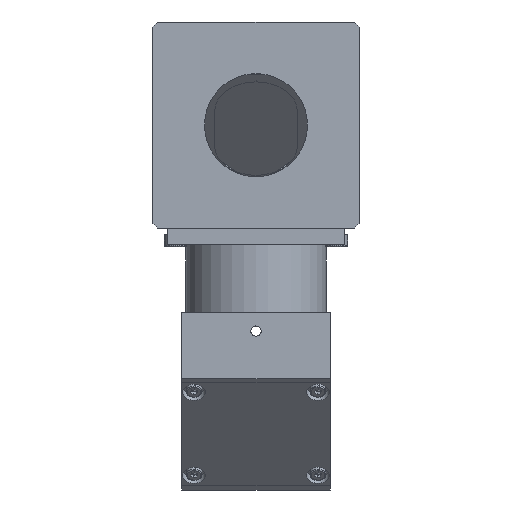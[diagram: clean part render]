
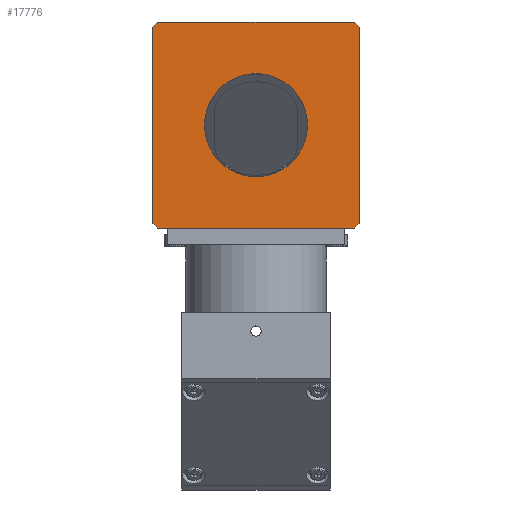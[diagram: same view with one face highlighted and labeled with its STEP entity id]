
A CAD part, left-side view. The second image highlights one B-rep face of the part: STEP entity #17776.
In plain terms, the highlighted planar face has unit normal (-1, 0, 0).
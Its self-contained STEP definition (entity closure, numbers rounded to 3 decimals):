
#60 = CARTESIAN_POINT ( 'NONE',  ( -113., 0., 0. ) ) ;
#616 = CIRCLE ( 'NONE', #1639, 34.5 ) ;
#642 = ORIENTED_EDGE ( 'NONE', *, *, #3853, .F. ) ;
#1085 = ORIENTED_EDGE ( 'NONE', *, *, #4982, .F. ) ;
#1379 = VERTEX_POINT ( 'NONE', #5061 ) ;
#1391 = CARTESIAN_POINT ( 'NONE',  ( -113., 25., 23.775 ) ) ;
#1450 = DIRECTION ( 'NONE',  ( 0., 0., 1. ) ) ;
#1620 = CARTESIAN_POINT ( 'NONE',  ( -113., 25., 25. ) ) ;
#1639 = AXIS2_PLACEMENT_3D ( 'NONE', #3765, #13521, #5148 ) ;
#1819 = EDGE_CURVE ( 'NONE', #5756, #9877, #17196, .T. ) ;
#2713 = FACE_OUTER_BOUND ( 'NONE', #18090, .T. ) ;
#2929 = CARTESIAN_POINT ( 'NONE',  ( -113., -25., 23.775 ) ) ;
#2961 = EDGE_CURVE ( 'NONE', #11130, #1379, #8584, .T. ) ;
#3362 = AXIS2_PLACEMENT_3D ( 'NONE', #14910, #6527, #16342 ) ;
#3765 = CARTESIAN_POINT ( 'NONE',  ( -113., 0., 0. ) ) ;
#3853 = EDGE_CURVE ( 'NONE', #1379, #11130, #6071, .T. ) ;
#4063 = PLANE ( 'NONE',  #7231 ) ;
#4829 = ORIENTED_EDGE ( 'NONE', *, *, #17523, .F. ) ;
#4965 = ORIENTED_EDGE ( 'NONE', *, *, #14279, .F. ) ;
#4982 = EDGE_CURVE ( 'NONE', #13053, #9877, #616, .T. ) ;
#5061 = CARTESIAN_POINT ( 'NONE',  ( -113., 0., -12.5 ) ) ;
#5148 = DIRECTION ( 'NONE',  ( 0., 0., 1. ) ) ;
#5151 = ORIENTED_EDGE ( 'NONE', *, *, #14332, .T. ) ;
#5192 = VECTOR ( 'NONE', #13448, 1000. ) ;
#5296 = AXIS2_PLACEMENT_3D ( 'NONE', #13788, #5420, #15220 ) ;
#5383 = VERTEX_POINT ( 'NONE', #17143 ) ;
#5420 = DIRECTION ( 'NONE',  ( -1., 0., 0. ) ) ;
#5630 = LINE ( 'NONE', #14877, #5192 ) ;
#5698 = CARTESIAN_POINT ( 'NONE',  ( -113., 0., 12.5 ) ) ;
#5756 = VERTEX_POINT ( 'NONE', #1391 ) ;
#6015 = VECTOR ( 'NONE', #10561, 1000. ) ;
#6071 = CIRCLE ( 'NONE', #3362, 12.5 ) ;
#6283 = AXIS2_PLACEMENT_3D ( 'NONE', #60, #9767, #1450 ) ;
#6366 = FACE_BOUND ( 'NONE', #10107, .T. ) ;
#6527 = DIRECTION ( 'NONE',  ( -1., 0., 0. ) ) ;
#6614 = CIRCLE ( 'NONE', #14236, 34.5 ) ;
#6721 = CARTESIAN_POINT ( 'NONE',  ( -113., 23.775, -25. ) ) ;
#6792 = ORIENTED_EDGE ( 'NONE', *, *, #15241, .T. ) ;
#7231 = AXIS2_PLACEMENT_3D ( 'NONE', #15255, #18055, #9643 ) ;
#7255 = CARTESIAN_POINT ( 'NONE',  ( -113., -23.775, -25. ) ) ;
#7313 = VECTOR ( 'NONE', #17601, 1000. ) ;
#7407 = DIRECTION ( 'NONE',  ( 1., 0., 0. ) ) ;
#7593 = AXIS2_PLACEMENT_3D ( 'NONE', #15797, #7407, #17208 ) ;
#7651 = DIRECTION ( 'NONE',  ( 1., 0., 0. ) ) ;
#7690 = EDGE_CURVE ( 'NONE', #13053, #17930, #11037, .T. ) ;
#8511 = VECTOR ( 'NONE', #12758, 1000. ) ;
#8584 = CIRCLE ( 'NONE', #5296, 12.5 ) ;
#9643 = DIRECTION ( 'NONE',  ( 0., 0., 1. ) ) ;
#9767 = DIRECTION ( 'NONE',  ( 1., 0., 0. ) ) ;
#9877 = VERTEX_POINT ( 'NONE', #11280 ) ;
#10107 = EDGE_LOOP ( 'NONE', ( #642, #15630 ) ) ;
#10358 = CARTESIAN_POINT ( 'NONE',  ( -113., -23.775, 25. ) ) ;
#10561 = DIRECTION ( 'NONE',  ( 0., 0., -1. ) ) ;
#11037 = LINE ( 'NONE', #12019, #7313 ) ;
#11130 = VERTEX_POINT ( 'NONE', #5698 ) ;
#11280 = CARTESIAN_POINT ( 'NONE',  ( -113., 25., -23.775 ) ) ;
#11978 = CARTESIAN_POINT ( 'NONE',  ( -113., 23.775, 25. ) ) ;
#12019 = CARTESIAN_POINT ( 'NONE',  ( -113., 25., -25. ) ) ;
#12305 = ORIENTED_EDGE ( 'NONE', *, *, #13299, .F. ) ;
#12667 = LINE ( 'NONE', #1620, #8511 ) ;
#12758 = DIRECTION ( 'NONE',  ( 0., 1., 0. ) ) ;
#13053 = VERTEX_POINT ( 'NONE', #6721 ) ;
#13299 = EDGE_CURVE ( 'NONE', #17027, #17411, #6614, .T. ) ;
#13448 = DIRECTION ( 'NONE',  ( 0., 0., 1. ) ) ;
#13521 = DIRECTION ( 'NONE',  ( 1., 0., 0. ) ) ;
#13788 = CARTESIAN_POINT ( 'NONE',  ( -113., 0., 0. ) ) ;
#14053 = CIRCLE ( 'NONE', #7593, 34.5 ) ;
#14090 = VERTEX_POINT ( 'NONE', #11978 ) ;
#14144 = ORIENTED_EDGE ( 'NONE', *, *, #7690, .T. ) ;
#14236 = AXIS2_PLACEMENT_3D ( 'NONE', #16074, #7651, #17488 ) ;
#14279 = EDGE_CURVE ( 'NONE', #5756, #14090, #16845, .T. ) ;
#14332 = EDGE_CURVE ( 'NONE', #17027, #14090, #12667, .T. ) ;
#14804 = CARTESIAN_POINT ( 'NONE',  ( -113., 25., 25. ) ) ;
#14877 = CARTESIAN_POINT ( 'NONE',  ( -113., -25., 25. ) ) ;
#14910 = CARTESIAN_POINT ( 'NONE',  ( -113., 0., 0. ) ) ;
#15220 = DIRECTION ( 'NONE',  ( 0., 0., -1. ) ) ;
#15241 = EDGE_CURVE ( 'NONE', #5383, #17411, #5630, .T. ) ;
#15255 = CARTESIAN_POINT ( 'NONE',  ( -113., -25., -25. ) ) ;
#15630 = ORIENTED_EDGE ( 'NONE', *, *, #2961, .F. ) ;
#15797 = CARTESIAN_POINT ( 'NONE',  ( -113., 0., 0. ) ) ;
#16074 = CARTESIAN_POINT ( 'NONE',  ( -113., 0., 0. ) ) ;
#16342 = DIRECTION ( 'NONE',  ( 0., 0., -1. ) ) ;
#16834 = ORIENTED_EDGE ( 'NONE', *, *, #1819, .T. ) ;
#16845 = CIRCLE ( 'NONE', #6283, 34.5 ) ;
#17027 = VERTEX_POINT ( 'NONE', #10358 ) ;
#17143 = CARTESIAN_POINT ( 'NONE',  ( -113., -25., -23.775 ) ) ;
#17196 = LINE ( 'NONE', #14804, #6015 ) ;
#17208 = DIRECTION ( 'NONE',  ( 0., 0., 1. ) ) ;
#17411 = VERTEX_POINT ( 'NONE', #2929 ) ;
#17488 = DIRECTION ( 'NONE',  ( 0., 0., 1. ) ) ;
#17523 = EDGE_CURVE ( 'NONE', #5383, #17930, #14053, .T. ) ;
#17601 = DIRECTION ( 'NONE',  ( 0., -1., 0. ) ) ;
#17776 = ADVANCED_FACE ( 'NONE', ( #6366, #2713 ), #4063, .F. ) ;
#17930 = VERTEX_POINT ( 'NONE', #7255 ) ;
#18055 = DIRECTION ( 'NONE',  ( 1., 0., 0. ) ) ;
#18090 = EDGE_LOOP ( 'NONE', ( #12305, #5151, #4965, #16834, #1085, #14144, #4829, #6792 ) ) ;
